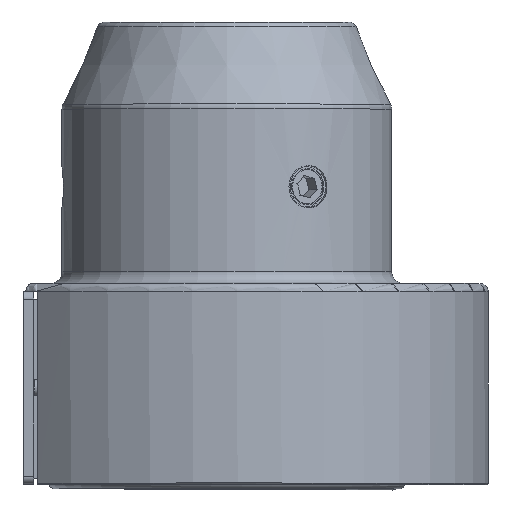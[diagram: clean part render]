
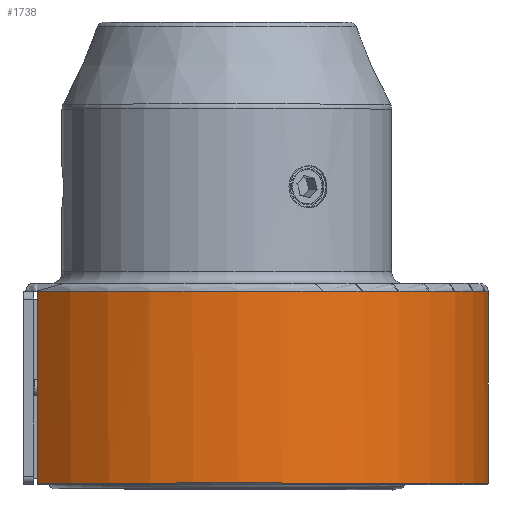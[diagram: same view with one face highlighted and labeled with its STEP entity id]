
A CAD part, top view. The second image highlights one B-rep face of the part: STEP entity #1738.
In plain terms, the highlighted cylindrical face has radius 65 mm (diameter 130 mm), a partial arc.
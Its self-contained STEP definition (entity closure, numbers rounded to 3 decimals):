
#124 = CARTESIAN_POINT ( 'NONE',  ( -47.3, 48., 44.584 ) ) ;
#137 = AXIS2_PLACEMENT_3D ( 'NONE', #3091, #3170, #3145 ) ;
#314 = CARTESIAN_POINT ( 'NONE',  ( 0., 0.3, 0. ) ) ;
#396 = DIRECTION ( 'NONE',  ( 0., 1., 0. ) ) ;
#447 = CIRCLE ( 'NONE', #3364, 65. ) ;
#588 = CARTESIAN_POINT ( 'NONE',  ( -47., 0.3, 44.9 ) ) ;
#597 = VERTEX_POINT ( 'NONE', #124 ) ;
#770 = LINE ( 'NONE', #3787, #4175 ) ;
#815 = EDGE_LOOP ( 'NONE', ( #903, #873, #3398, #3036, #1782, #4004 ) ) ;
#873 = ORIENTED_EDGE ( 'NONE', *, *, #4586, .T. ) ;
#903 = ORIENTED_EDGE ( 'NONE', *, *, #4073, .F. ) ;
#1057 = CARTESIAN_POINT ( 'NONE',  ( 0., 0., 0. ) ) ;
#1067 = EDGE_CURVE ( 'NONE', #3815, #1981, #3759, .T. ) ;
#1110 = DIRECTION ( 'NONE',  ( 0., -1., 0. ) ) ;
#1188 = AXIS2_PLACEMENT_3D ( 'NONE', #1057, #3683, #1769 ) ;
#1326 = VECTOR ( 'NONE', #1110, 1000. ) ;
#1473 = CARTESIAN_POINT ( 'NONE',  ( -47.1, 47.8, 44.795 ) ) ;
#1628 = CARTESIAN_POINT ( 'NONE',  ( -47., 47.7, -44.9 ) ) ;
#1738 = ADVANCED_FACE ( 'NONE', ( #3242 ), #2851, .T. ) ;
#1769 = DIRECTION ( 'NONE',  ( 0., 0., -1. ) ) ;
#1782 = ORIENTED_EDGE ( 'NONE', *, *, #4144, .T. ) ;
#1819 = DIRECTION ( 'NONE',  ( 0., 1., 0. ) ) ;
#1838 = CARTESIAN_POINT ( 'NONE',  ( -47.3, 48., 44.584 ) ) ;
#1851 = EDGE_CURVE ( 'NONE', #597, #2160, #2100, .T. ) ;
#1904 =( BOUNDED_CURVE ( )  B_SPLINE_CURVE ( 3, ( #3065, #3907, #1959, #2380 ),
 .UNSPECIFIED., .F., .T. ) 
 B_SPLINE_CURVE_WITH_KNOTS ( ( 4, 4 ),
 ( 2.379, 2.386 ),
 .UNSPECIFIED. ) 
 CURVE ( )  GEOMETRIC_REPRESENTATION_ITEM ( )  RATIONAL_B_SPLINE_CURVE ( ( 1., 1., 1., 1. ) ) 
 REPRESENTATION_ITEM ( '' )  );
#1959 = CARTESIAN_POINT ( 'NONE',  ( -47.2, 47.9, -44.689 ) ) ;
#1981 = VERTEX_POINT ( 'NONE', #4572 ) ;
#2054 = CARTESIAN_POINT ( 'NONE',  ( -47., 47.7, 44.9 ) ) ;
#2100 =( BOUNDED_CURVE ( )  B_SPLINE_CURVE ( 3, ( #1838, #3341, #1473, #4141 ),
 .UNSPECIFIED., .F., .T. ) 
 B_SPLINE_CURVE_WITH_KNOTS ( ( 4, 4 ),
 ( 3.897, 3.904 ),
 .UNSPECIFIED. ) 
 CURVE ( )  GEOMETRIC_REPRESENTATION_ITEM ( )  RATIONAL_B_SPLINE_CURVE ( ( 1., 1., 1., 1. ) ) 
 REPRESENTATION_ITEM ( '' )  );
#2160 = VERTEX_POINT ( 'NONE', #2054 ) ;
#2380 = CARTESIAN_POINT ( 'NONE',  ( -47.3, 48., -44.584 ) ) ;
#2462 = VERTEX_POINT ( 'NONE', #588 ) ;
#2654 = CARTESIAN_POINT ( 'NONE',  ( -47., 0., -44.9 ) ) ;
#2849 = EDGE_CURVE ( 'NONE', #3815, #4569, #1904, .T. ) ;
#2851 = CYLINDRICAL_SURFACE ( 'NONE', #1188, 65. ) ;
#3036 = ORIENTED_EDGE ( 'NONE', *, *, #2849, .T. ) ;
#3065 = CARTESIAN_POINT ( 'NONE',  ( -47., 47.7, -44.9 ) ) ;
#3091 = CARTESIAN_POINT ( 'NONE',  ( 0., 48., 0. ) ) ;
#3145 = DIRECTION ( 'NONE',  ( 0., 0., 1. ) ) ;
#3170 = DIRECTION ( 'NONE',  ( 0., -1., 0. ) ) ;
#3242 = FACE_OUTER_BOUND ( 'NONE', #815, .T. ) ;
#3320 = CARTESIAN_POINT ( 'NONE',  ( -47.3, 48., -44.584 ) ) ;
#3341 = CARTESIAN_POINT ( 'NONE',  ( -47.2, 47.9, 44.689 ) ) ;
#3364 = AXIS2_PLACEMENT_3D ( 'NONE', #314, #1819, #4865 ) ;
#3398 = ORIENTED_EDGE ( 'NONE', *, *, #1067, .F. ) ;
#3683 = DIRECTION ( 'NONE',  ( 0., -1., 0. ) ) ;
#3759 = LINE ( 'NONE', #2654, #1326 ) ;
#3787 = CARTESIAN_POINT ( 'NONE',  ( -47., 0., 44.9 ) ) ;
#3815 = VERTEX_POINT ( 'NONE', #1628 ) ;
#3907 = CARTESIAN_POINT ( 'NONE',  ( -47.1, 47.8, -44.795 ) ) ;
#4004 = ORIENTED_EDGE ( 'NONE', *, *, #1851, .T. ) ;
#4073 = EDGE_CURVE ( 'NONE', #2462, #2160, #770, .T. ) ;
#4141 = CARTESIAN_POINT ( 'NONE',  ( -47., 47.7, 44.9 ) ) ;
#4144 = EDGE_CURVE ( 'NONE', #4569, #597, #4895, .T. ) ;
#4175 = VECTOR ( 'NONE', #396, 1000. ) ;
#4569 = VERTEX_POINT ( 'NONE', #3320 ) ;
#4572 = CARTESIAN_POINT ( 'NONE',  ( -47., 0.3, -44.9 ) ) ;
#4586 = EDGE_CURVE ( 'NONE', #2462, #1981, #447, .T. ) ;
#4865 = DIRECTION ( 'NONE',  ( 0., 0., -1. ) ) ;
#4895 = CIRCLE ( 'NONE', #137, 65. ) ;
